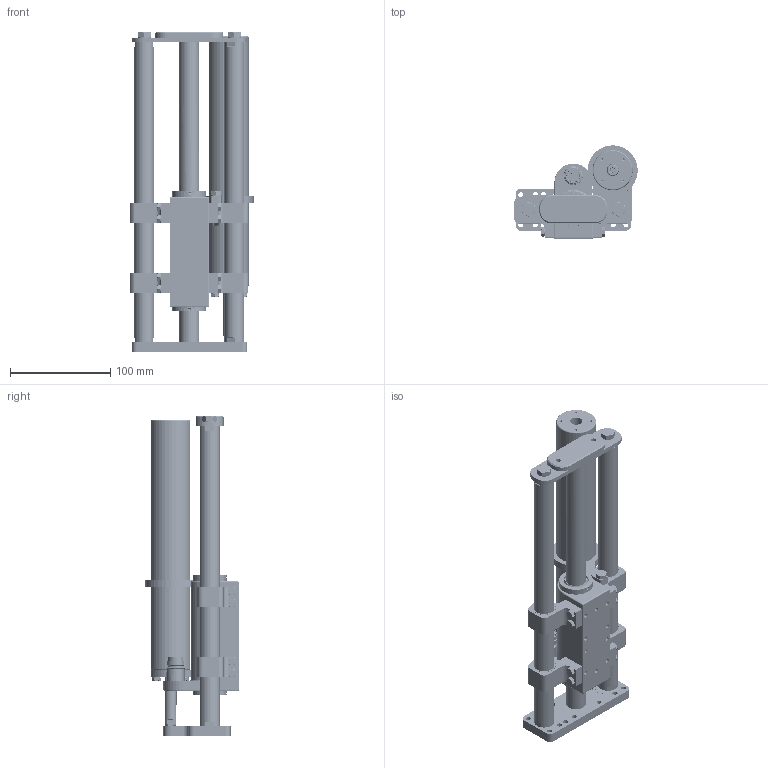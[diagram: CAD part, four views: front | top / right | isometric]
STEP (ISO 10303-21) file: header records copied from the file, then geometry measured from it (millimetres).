
FILE_DESCRIPTION (( 'STEP AP214' ), '1' );
FILE_NAME ('0186-1182_260204_SM01-37Sx60-HP-R-180_BE01_MS02_SSCP.STEP', '2026-02-04T13:42:48', ( '' ), ( '' ), 'SwSTEP 2.0', 'SolidWorks 2026', '' );
FILE_SCHEMA (( 'AUTOMOTIVE_DESIGN' ));
Length unit declared in the file: millimetre
Products named in the file (27): 0230-0615_Zyl.-Schr_I-6kt_n-K_M8x16_8.8_INOX; 0186-1182_260204_SM01-37Sx60-HP-R-180_BE01_MS02_SSCP; 0180-1978_GL-A-2023-20; PL01-20-HP-SF-W01_PL01-20x310!260-HP-SF; ML01-12_ML01-12x290!240; 0230-0725_6kt-schr_M5x14_INOX; 0180-1356_PB01-37Sv-SSC_PB01-37Sv_SSC-20; Stator_PS01-37Sx60-HP-SSC-G01; 0230-0644_O-Ring_22.00x1.00_NBR70_schwarz_Gedehnt; 0180-1469_SM01k-37S-RP-BE01-SSC; 0230-1303_MS01k-5.1_M5x9; 0180-2051_PAW01-20-BL-Lf; SL01-20-16x...-SSC-HIS_SL01-20-16x303-SSC-HIS; 0180-4090_SM01k-37S-LT-M5-SSC; SM01-37Sx60-HP-R-180_BE01_MS02_SSCP_Läufer_beweglich^0186-1182_SM01-37Sx60-HP-R-180_BE01_MS02_SSCP; 0180-1341_SM01k-37S-MA-BE01-40-SSC; SM01-37Sx60-HP-R-180_BE01_MS02_SSCP_Motor_fix^0186-1182_SM01-37Sx60-HP-R-180_BE01_MS02_SSCP; 0186-1007_PS01-37Sx60-HP-B01-SSCP-G01-R; 0160-0793_Kugelscheibe_M8 x17x 8.4_INOX; 0180-1320_SM01k-37S-LT-SSC; 0180-1355_PB01-37Sh-SSC_PB01h-37Sh_SSC-20; 0186-0992_MS01-40x250-SSC_MS01-40x100; 0230-0406_6kt-schr_M5x30_INOX; 0180-4093_SM01k-37S-MSB-40; 0230-0529_Gew.-Stift_I-6kt_K-k_M5x5_INOX; 0230-0613_6kt.-schr._M8x18_INOX; 0180-1340_SM01k-37S-MF-40-SSC
Assembly tree (48 placements, depth 4):
  0186-1182_260204_SM01-37Sx60-HP-R-180_BE01_MS02_SSCP
    SM01-37Sx60-HP-R-180_BE01_MS02_SSCP_Motor_fix^0186-1182_SM01-37Sx60-HP-R-180_BE01_MS02_SSCP
      0186-1007_PS01-37Sx60-HP-B01-SSCP-G01-R
        Stator_PS01-37Sx60-HP-SSC-G01
        0230-0644_O-Ring_22.00x1.00_NBR70_schwarz_Gedehnt  x2
        0180-1355_PB01-37Sh-SSC_PB01h-37Sh_SSC-20
        0180-1356_PB01-37Sv-SSC_PB01-37Sv_SSC-20
        0180-2051_PAW01-20-BL-Lf  x2
      0180-1340_SM01k-37S-MF-40-SSC
      0180-4090_SM01k-37S-LT-M5-SSC
      0180-1320_SM01k-37S-LT-SSC  x2
      0180-1978_GL-A-2023-20  x4
      0230-0725_6kt-schr_M5x14_INOX  x12
      0186-0992_MS01-40x250-SSC_MS01-40x100
      0180-4093_SM01k-37S-MSB-40
      0230-0406_6kt-schr_M5x30_INOX
    SM01-37Sx60-HP-R-180_BE01_MS02_SSCP_Läufer_beweglich^0186-1182_SM01-37Sx60-HP-R-180_BE01_MS02_SSCP
      SL01-20-16x...-SSC-HIS_SL01-20-16x303-SSC-HIS  x2
      0180-1341_SM01k-37S-MA-BE01-40-SSC
      0160-0793_Kugelscheibe_M8 x17x 8.4_INOX  x2
      0230-0615_Zyl.-Schr_I-6kt_n-K_M8x16_8.8_INOX  x3
      0180-1469_SM01k-37S-RP-BE01-SSC
      0230-0613_6kt.-schr._M8x18_INOX  x2
      ML01-12_ML01-12x290!240
      0230-1303_MS01k-5.1_M5x9
      0230-0529_Gew.-Stift_I-6kt_K-k_M5x5_INOX
      PL01-20-HP-SF-W01_PL01-20x310!260-HP-SF
Bounding box: 123.3 x 93.05 x 319.39 mm (x, y, z)
Volume: 907591.7 mm3; surface area: 279849.2 mm2
Topology: 48 solids, 48 shells, 3694 faces, 9246 edges, 5729 vertices
Faces by surface type: cone 1555, cylinder 1119, plane 689, bspline 239, torus 90, sphere 2
Entity records: 61706 total; most frequent: CARTESIAN_POINT 17161, DIRECTION 9196, ORIENTED_EDGE 9066, EDGE_CURVE 4533, AXIS2_PLACEMENT_3D 3581, VERTEX_POINT 2879, EDGE_LOOP 2070, LINE 2034
